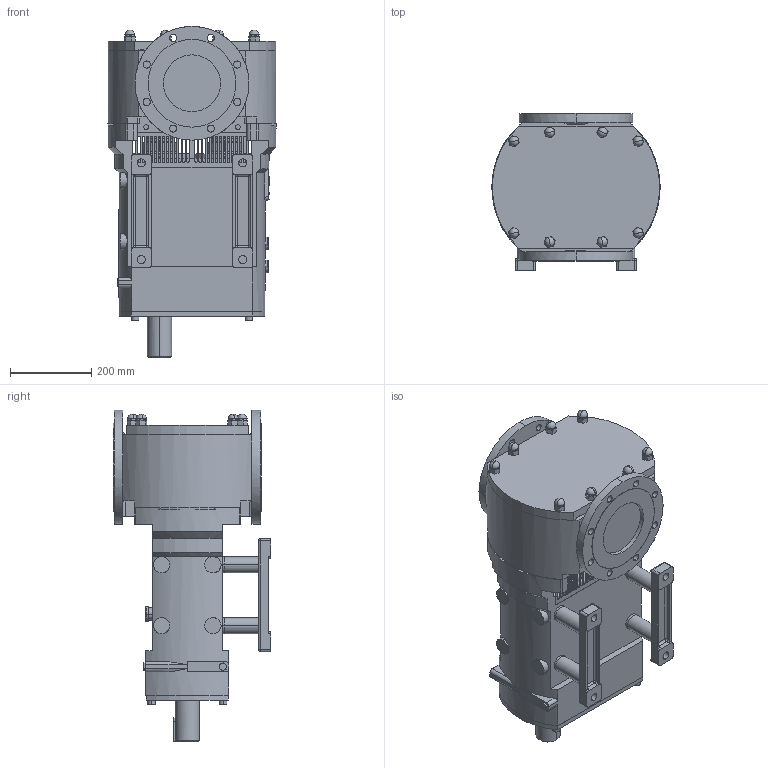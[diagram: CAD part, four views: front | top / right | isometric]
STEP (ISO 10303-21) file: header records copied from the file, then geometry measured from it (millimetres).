
FILE_DESCRIPTION (( 'STEP AP214' ), '1' );
FILE_NAME ('GA4290.STEP', '2024-11-07T16:50:23', ( '' ), ( '' ), 'SwSTEP 2.0', 'SolidWorks 2023', '' );
FILE_SCHEMA (( 'AUTOMOTIVE_DESIGN' ));
Length unit declared in the file: millimetre
Products named in the file (2): Copy of CP50L-0525 ASA150 V LHD^GA4290; GA4290
Assembly tree (1 placements, depth 2):
  GA4290
    Copy of CP50L-0525 ASA150 V LHD^GA4290
Bounding box: 413.78 x 387 x 815.25 mm (x, y, z)
Volume: 54451656.8 mm3; surface area: 1550740.7 mm2
Topology: 1 solids, 1 shells, 1157 faces, 3202 edges, 1903 vertices
Faces by surface type: plane 511, cylinder 404, bspline 98, torus 88, sphere 32, cone 24
Entity records: 41415 total; most frequent: CARTESIAN_POINT 12493, DIRECTION 6109, ORIENTED_EDGE 6100, EDGE_CURVE 3050, AXIS2_PLACEMENT_3D 2216, VERTEX_POINT 1883, LINE 1677, VECTOR 1677
